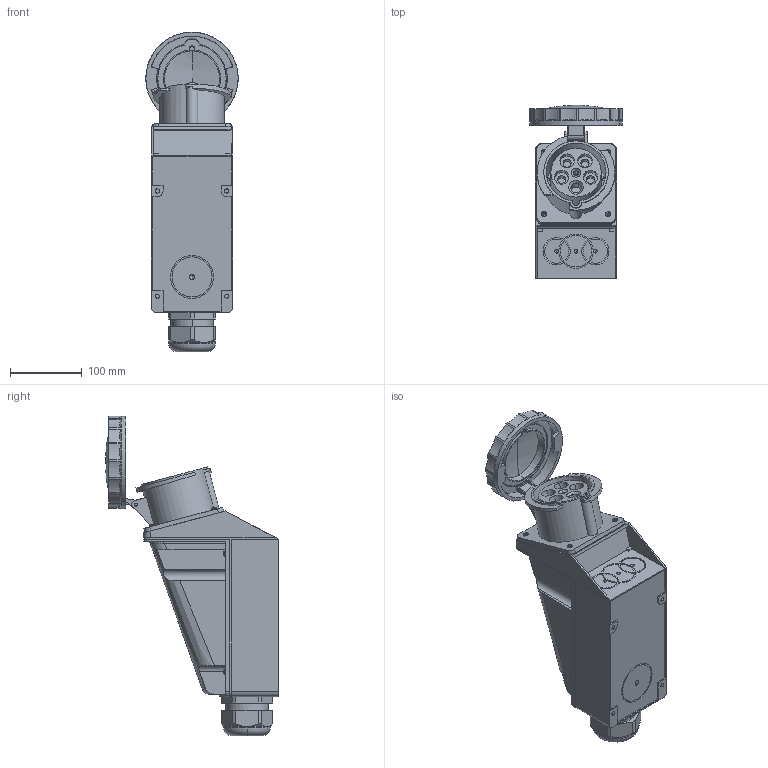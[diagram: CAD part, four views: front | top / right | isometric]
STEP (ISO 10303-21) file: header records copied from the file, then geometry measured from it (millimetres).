
FILE_DESCRIPTION((''),'2;1');
FILE_NAME('81195_3D-SIMPLIFIED_ASM','2023-03-28T08:56:28',('theo.robert.ext'),(''),'CREO PARAMETRIC BY PTC INC, 2018260','CREO PARAMETRIC BY PTC INC, 2018260','');
FILE_SCHEMA(('CONFIG_CONTROL_DESIGN'));
Length unit declared in the file: millimetre
Products named in the file (11): PRT0001; PRT0002; PRT0003; PRT0004; PRT0005; PRT0006; PRT0007; PRT0008; PRT0009; PRT0010; 81195_3D-SIMPLIFIED_ASM
Assembly tree (20 placements, depth 2):
  81195_3D-SIMPLIFIED_ASM
    PRT0001
    PRT0002
    PRT0003
    PRT0004
    PRT0005
    PRT0006
    PRT0007
    PRT0008
    PRT0009
    PRT0010  x11
Bounding box: 129 x 241.78 x 446.68 mm (x, y, z)
Volume: 1482649.1 mm3; surface area: 574585.2 mm2
Topology: 20 solids, 20 shells, 963 faces, 2655 edges, 1815 vertices
Faces by surface type: plane 529, cylinder 323, cone 64, sphere 27, bspline 8, torus 8, extrusion 4
Entity records: 27212 total; most frequent: CARTESIAN_POINT 5875, DIRECTION 4500, ORIENTED_EDGE 4364, EDGE_CURVE 2182, AXIS2_PLACEMENT_3D 1642, VERTEX_POINT 1495, VECTOR 1216, LINE 1212
